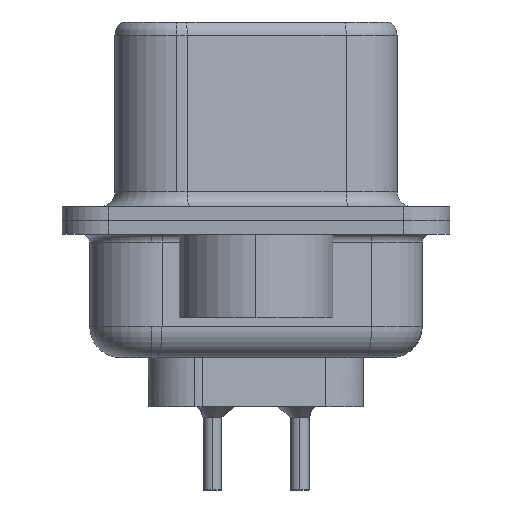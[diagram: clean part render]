
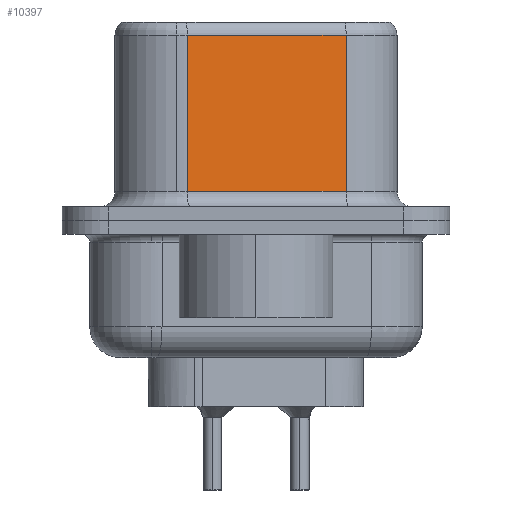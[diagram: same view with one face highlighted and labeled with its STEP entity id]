
A CAD part, left-side view. The second image highlights one B-rep face of the part: STEP entity #10397.
In plain terms, the highlighted planar face has unit normal (-0.985, -0.174, 0).
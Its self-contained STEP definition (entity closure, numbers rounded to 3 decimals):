
#650 = LINE ( 'NONE', #15714, #14687 ) ;
#1075 = CARTESIAN_POINT ( 'NONE',  ( 4.575, -2.927, 6.52 ) ) ;
#1139 = VERTEX_POINT ( 'NONE', #6362 ) ;
#1828 = FACE_OUTER_BOUND ( 'NONE', #14575, .T. ) ;
#1853 = AXIS2_PLACEMENT_3D ( 'NONE', #4986, #17914, #9334 ) ;
#1855 = VECTOR ( 'NONE', #16814, 1000. ) ;
#2405 = EDGE_CURVE ( 'NONE', #12756, #6956, #9549, .T. ) ;
#3591 = DIRECTION ( 'NONE',  ( -0.174, 0.985, 0. ) ) ;
#3878 = ORIENTED_EDGE ( 'NONE', *, *, #2405, .T. ) ;
#4219 = ORIENTED_EDGE ( 'NONE', *, *, #5811, .T. ) ;
#4986 = CARTESIAN_POINT ( 'NONE',  ( 4.575, -2.927, 6.52 ) ) ;
#5811 = EDGE_CURVE ( 'NONE', #6956, #14258, #650, .T. ) ;
#6362 = CARTESIAN_POINT ( 'NONE',  ( 4.575, -2.927, 6.02 ) ) ;
#6807 = VECTOR ( 'NONE', #15542, 1000. ) ;
#6956 = VERTEX_POINT ( 'NONE', #10359 ) ;
#8140 = CARTESIAN_POINT ( 'NONE',  ( 3.665, 2.233, 6.52 ) ) ;
#8165 = LINE ( 'NONE', #17897, #11554 ) ;
#9334 = DIRECTION ( 'NONE',  ( -0.174, 0.985, 0. ) ) ;
#9549 = LINE ( 'NONE', #8140, #1855 ) ;
#9861 = CARTESIAN_POINT ( 'NONE',  ( 3.665, 2.233, 6.02 ) ) ;
#10359 = CARTESIAN_POINT ( 'NONE',  ( 3.665, 2.233, 0.95 ) ) ;
#10397 = ADVANCED_FACE ( 'NONE', ( #1828 ), #16483, .F. ) ;
#10589 = EDGE_CURVE ( 'NONE', #1139, #14258, #10634, .T. ) ;
#10634 = LINE ( 'NONE', #1075, #6807 ) ;
#10889 = CARTESIAN_POINT ( 'NONE',  ( 4.575, -2.927, 0.95 ) ) ;
#11144 = EDGE_CURVE ( 'NONE', #1139, #12756, #8165, .T. ) ;
#11554 = VECTOR ( 'NONE', #3591, 1000. ) ;
#12756 = VERTEX_POINT ( 'NONE', #9861 ) ;
#12901 = DIRECTION ( 'NONE',  ( 0.174, -0.985, 0. ) ) ;
#14258 = VERTEX_POINT ( 'NONE', #10889 ) ;
#14575 = EDGE_LOOP ( 'NONE', ( #17178, #17957, #3878, #4219 ) ) ;
#14687 = VECTOR ( 'NONE', #12901, 1000. ) ;
#15542 = DIRECTION ( 'NONE',  ( 0., 0., -1. ) ) ;
#15714 = CARTESIAN_POINT ( 'NONE',  ( 4.575, -2.927, 0.95 ) ) ;
#16483 = PLANE ( 'NONE',  #1853 ) ;
#16814 = DIRECTION ( 'NONE',  ( 0., 0., -1. ) ) ;
#17178 = ORIENTED_EDGE ( 'NONE', *, *, #10589, .F. ) ;
#17897 = CARTESIAN_POINT ( 'NONE',  ( 4.575, -2.927, 6.02 ) ) ;
#17914 = DIRECTION ( 'NONE',  ( 0.985, 0.174, 0. ) ) ;
#17957 = ORIENTED_EDGE ( 'NONE', *, *, #11144, .T. ) ;
